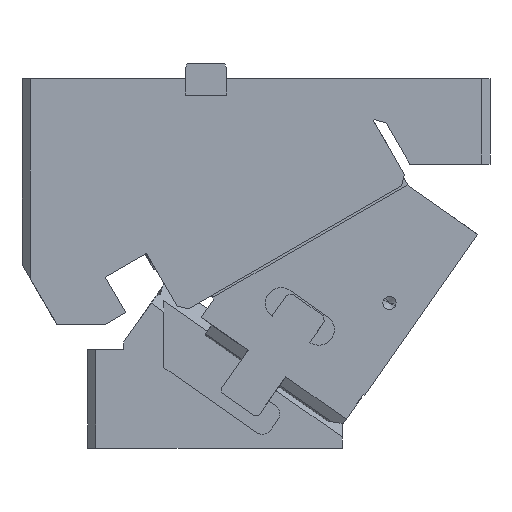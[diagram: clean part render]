
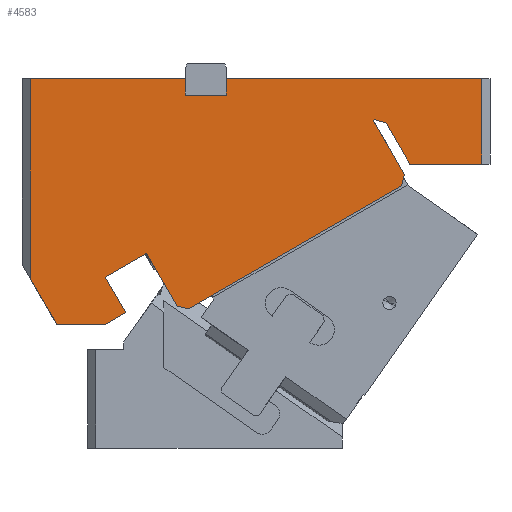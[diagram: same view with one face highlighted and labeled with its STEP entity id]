
A CAD part, front view. The second image highlights one B-rep face of the part: STEP entity #4583.
In plain terms, the highlighted planar face has unit normal (0, -1, 0).
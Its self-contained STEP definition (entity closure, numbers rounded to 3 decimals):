
#70=CARTESIAN_POINT('Vertex',(-35.233,-42.5,130.026)) ;
#73=CARTESIAN_POINT('Line Origine',(-35.666,-42.5,129.776)) ;
#77=CARTESIAN_POINT('Vertex',(-36.099,-42.5,129.526)) ;
#327=CARTESIAN_POINT('Vertex',(-28.403,-42.5,128.196)) ;
#330=CARTESIAN_POINT('Line Origine',(-31.818,-42.5,129.111)) ;
#360=CARTESIAN_POINT('Vertex',(-13.856,-42.5,103.)) ;
#363=CARTESIAN_POINT('Line Origine',(-21.13,-42.5,115.598)) ;
#492=CARTESIAN_POINT('Vertex',(30.,-42.5,103.)) ;
#495=CARTESIAN_POINT('Line Origine',(8.072,-42.5,103.)) ;
#585=CARTESIAN_POINT('Vertex',(30.,-42.5,155.)) ;
#588=CARTESIAN_POINT('Line Origine',(30.,-42.5,129.)) ;
#618=CARTESIAN_POINT('Vertex',(-125.5,-42.5,155.)) ;
#621=CARTESIAN_POINT('Line Origine',(-47.75,-42.5,155.)) ;
#775=CARTESIAN_POINT('Vertex',(-125.5,-42.5,145.)) ;
#778=CARTESIAN_POINT('Line Origine',(-125.5,-42.5,150.)) ;
#806=CARTESIAN_POINT('Vertex',(-150.5,-42.5,145.)) ;
#809=CARTESIAN_POINT('Line Origine',(-138.,-42.5,145.)) ;
#837=CARTESIAN_POINT('Vertex',(-150.5,-42.5,155.)) ;
#840=CARTESIAN_POINT('Line Origine',(-150.5,-42.5,150.)) ;
#905=CARTESIAN_POINT('Vertex',(-245.,-42.5,155.)) ;
#908=CARTESIAN_POINT('Line Origine',(-197.75,-42.5,155.)) ;
#1031=CARTESIAN_POINT('Vertex',(-245.,-42.5,33.352)) ;
#1036=CARTESIAN_POINT('Line Origine',(-245.,-42.5,94.176)) ;
#1210=CARTESIAN_POINT('Vertex',(-228.631,-42.5,5.)) ;
#1213=CARTESIAN_POINT('Line Origine',(-236.815,-42.5,19.176)) ;
#1388=CARTESIAN_POINT('Vertex',(-199.785,-42.5,5.)) ;
#1391=CARTESIAN_POINT('Line Origine',(-214.208,-42.5,5.)) ;
#1442=CARTESIAN_POINT('Vertex',(-186.778,-42.5,12.509)) ;
#1445=CARTESIAN_POINT('Line Origine',(-193.281,-42.5,8.755)) ;
#1483=CARTESIAN_POINT('Vertex',(-199.278,-42.5,34.16)) ;
#1486=CARTESIAN_POINT('Line Origine',(-193.028,-42.5,23.335)) ;
#1544=CARTESIAN_POINT('Vertex',(-174.163,-42.5,48.66)) ;
#1547=CARTESIAN_POINT('Line Origine',(-186.721,-42.5,41.41)) ;
#4508=CARTESIAN_POINT('Axis2P3D Location',(-250.,-42.5,155.)) ;
#4513=CARTESIAN_POINT('Line Origine',(-83.881,-42.5,52.287)) ;
#4517=CARTESIAN_POINT('Vertex',(-148.833,-42.5,14.787)) ;
#4519=CARTESIAN_POINT('Vertex',(-18.929,-42.5,89.787)) ;
#4523=CARTESIAN_POINT('Control Point',(-18.893,-42.5,89.923)) ;
#4524=CARTESIAN_POINT('Control Point',(-18.929,-42.5,89.787)) ;
#4525=CARTESIAN_POINT('Vertex',(-18.893,-42.5,89.923)) ;
#4528=CARTESIAN_POINT('Line Origine',(-17.996,-42.5,93.27)) ;
#4532=CARTESIAN_POINT('Vertex',(-17.099,-42.5,96.617)) ;
#4535=CARTESIAN_POINT('Line Origine',(-26.599,-42.5,113.071)) ;
#4540=CARTESIAN_POINT('Line Origine',(-164.913,-42.5,32.638)) ;
#4544=CARTESIAN_POINT('Vertex',(-155.663,-42.5,16.617)) ;
#4547=CARTESIAN_POINT('Line Origine',(-152.317,-42.5,15.72)) ;
#4551=CARTESIAN_POINT('Vertex',(-148.97,-42.5,14.823)) ;
#4555=CARTESIAN_POINT('Control Point',(-148.833,-42.5,14.787)) ;
#4556=CARTESIAN_POINT('Control Point',(-148.97,-42.5,14.823)) ;
#74=DIRECTION('Vector Direction',(0.866,0.,0.5)) ;
#331=DIRECTION('Vector Direction',(0.966,0.,-0.259)) ;
#364=DIRECTION('Vector Direction',(0.5,0.,-0.866)) ;
#496=DIRECTION('Vector Direction',(1.,0.,0.)) ;
#589=DIRECTION('Vector Direction',(0.,0.,1.)) ;
#622=DIRECTION('Vector Direction',(-1.,0.,0.)) ;
#779=DIRECTION('Vector Direction',(0.,0.,1.)) ;
#810=DIRECTION('Vector Direction',(1.,0.,0.)) ;
#841=DIRECTION('Vector Direction',(0.,0.,1.)) ;
#909=DIRECTION('Vector Direction',(-1.,0.,0.)) ;
#1037=DIRECTION('Vector Direction',(0.,0.,-1.)) ;
#1214=DIRECTION('Vector Direction',(-0.5,0.,0.866)) ;
#1392=DIRECTION('Vector Direction',(1.,0.,0.)) ;
#1446=DIRECTION('Vector Direction',(-0.866,0.,-0.5)) ;
#1487=DIRECTION('Vector Direction',(-0.5,0.,0.866)) ;
#1548=DIRECTION('Vector Direction',(0.866,0.,0.5)) ;
#4509=DIRECTION('Axis2P3D Direction',(0.,-1.,0.)) ;
#4510=DIRECTION('Axis2P3D XDirection',(1.,0.,0.)) ;
#4514=DIRECTION('Vector Direction',(0.866,0.,0.5)) ;
#4529=DIRECTION('Vector Direction',(0.259,0.,0.966)) ;
#4536=DIRECTION('Vector Direction',(-0.5,0.,0.866)) ;
#4541=DIRECTION('Vector Direction',(-0.5,0.,0.866)) ;
#4548=DIRECTION('Vector Direction',(0.966,0.,-0.259)) ;
#4511=AXIS2_PLACEMENT_3D('Plane Axis2P3D',#4508,#4509,#4510) ;
#4559=ORIENTED_EDGE('',*,*,#4521,.T.) ;
#4560=ORIENTED_EDGE('',*,*,#4527,.F.) ;
#4561=ORIENTED_EDGE('',*,*,#4534,.T.) ;
#4562=ORIENTED_EDGE('',*,*,#4539,.T.) ;
#4563=ORIENTED_EDGE('',*,*,#79,.T.) ;
#4564=ORIENTED_EDGE('',*,*,#334,.T.) ;
#4565=ORIENTED_EDGE('',*,*,#367,.T.) ;
#4566=ORIENTED_EDGE('',*,*,#499,.T.) ;
#4567=ORIENTED_EDGE('',*,*,#592,.T.) ;
#4568=ORIENTED_EDGE('',*,*,#625,.T.) ;
#4569=ORIENTED_EDGE('',*,*,#782,.F.) ;
#4570=ORIENTED_EDGE('',*,*,#813,.F.) ;
#4571=ORIENTED_EDGE('',*,*,#844,.T.) ;
#4572=ORIENTED_EDGE('',*,*,#912,.T.) ;
#4573=ORIENTED_EDGE('',*,*,#1040,.T.) ;
#4574=ORIENTED_EDGE('',*,*,#1217,.F.) ;
#4575=ORIENTED_EDGE('',*,*,#1395,.T.) ;
#4576=ORIENTED_EDGE('',*,*,#1449,.F.) ;
#4577=ORIENTED_EDGE('',*,*,#1490,.T.) ;
#4578=ORIENTED_EDGE('',*,*,#1551,.T.) ;
#4579=ORIENTED_EDGE('',*,*,#4546,.T.) ;
#4580=ORIENTED_EDGE('',*,*,#4553,.T.) ;
#4581=ORIENTED_EDGE('',*,*,#4557,.F.) ;
#75=VECTOR('Line Direction',#74,1.) ;
#332=VECTOR('Line Direction',#331,1.) ;
#365=VECTOR('Line Direction',#364,1.) ;
#497=VECTOR('Line Direction',#496,1.) ;
#590=VECTOR('Line Direction',#589,1.) ;
#623=VECTOR('Line Direction',#622,1.) ;
#780=VECTOR('Line Direction',#779,1.) ;
#811=VECTOR('Line Direction',#810,1.) ;
#842=VECTOR('Line Direction',#841,1.) ;
#910=VECTOR('Line Direction',#909,1.) ;
#1038=VECTOR('Line Direction',#1037,1.) ;
#1215=VECTOR('Line Direction',#1214,1.) ;
#1393=VECTOR('Line Direction',#1392,1.) ;
#1447=VECTOR('Line Direction',#1446,1.) ;
#1488=VECTOR('Line Direction',#1487,1.) ;
#1549=VECTOR('Line Direction',#1548,1.) ;
#4515=VECTOR('Line Direction',#4514,1.) ;
#4530=VECTOR('Line Direction',#4529,1.) ;
#4537=VECTOR('Line Direction',#4536,1.) ;
#4542=VECTOR('Line Direction',#4541,1.) ;
#4549=VECTOR('Line Direction',#4548,1.) ;
#4583=ADVANCED_FACE('CAM HOLDER',(#4582),#4512,.T.) ;
#4522=B_SPLINE_CURVE_WITH_KNOTS('',1,(#4523,#4524),.UNSPECIFIED.,.F.,.U.,(2,2),(0.,0.141),.UNSPECIFIED.) ;
#4554=B_SPLINE_CURVE_WITH_KNOTS('',1,(#4555,#4556),.UNSPECIFIED.,.F.,.U.,(2,2),(0.,0.141),.UNSPECIFIED.) ;
#79=EDGE_CURVE('',#78,#71,#76,.T.) ;
#334=EDGE_CURVE('',#71,#328,#333,.T.) ;
#367=EDGE_CURVE('',#328,#361,#366,.T.) ;
#499=EDGE_CURVE('',#361,#493,#498,.T.) ;
#592=EDGE_CURVE('',#493,#586,#591,.T.) ;
#625=EDGE_CURVE('',#586,#619,#624,.T.) ;
#782=EDGE_CURVE('',#776,#619,#781,.T.) ;
#813=EDGE_CURVE('',#807,#776,#812,.T.) ;
#844=EDGE_CURVE('',#807,#838,#843,.T.) ;
#912=EDGE_CURVE('',#838,#906,#911,.T.) ;
#1040=EDGE_CURVE('',#906,#1032,#1039,.T.) ;
#1217=EDGE_CURVE('',#1211,#1032,#1216,.T.) ;
#1395=EDGE_CURVE('',#1211,#1389,#1394,.T.) ;
#1449=EDGE_CURVE('',#1443,#1389,#1448,.T.) ;
#1490=EDGE_CURVE('',#1443,#1484,#1489,.T.) ;
#1551=EDGE_CURVE('',#1484,#1545,#1550,.T.) ;
#4521=EDGE_CURVE('',#4518,#4520,#4516,.T.) ;
#4527=EDGE_CURVE('',#4526,#4520,#4522,.T.) ;
#4534=EDGE_CURVE('',#4526,#4533,#4531,.T.) ;
#4539=EDGE_CURVE('',#4533,#78,#4538,.T.) ;
#4546=EDGE_CURVE('',#1545,#4545,#4543,.F.) ;
#4553=EDGE_CURVE('',#4545,#4552,#4550,.T.) ;
#4557=EDGE_CURVE('',#4518,#4552,#4554,.T.) ;
#4558=EDGE_LOOP('',(#4559,#4560,#4561,#4562,#4563,#4564,#4565,#4566,#4567,#4568,#4569,#4570,#4571,#4572,#4573,#4574,#4575,#4576,#4577,#4578,#4579,#4580,#4581)) ;
#4582=FACE_OUTER_BOUND('',#4558,.T.) ;
#76=LINE('Line',#73,#75) ;
#333=LINE('Line',#330,#332) ;
#366=LINE('Line',#363,#365) ;
#498=LINE('Line',#495,#497) ;
#591=LINE('Line',#588,#590) ;
#624=LINE('Line',#621,#623) ;
#781=LINE('Line',#778,#780) ;
#812=LINE('Line',#809,#811) ;
#843=LINE('Line',#840,#842) ;
#911=LINE('Line',#908,#910) ;
#1039=LINE('Line',#1036,#1038) ;
#1216=LINE('Line',#1213,#1215) ;
#1394=LINE('Line',#1391,#1393) ;
#1448=LINE('Line',#1445,#1447) ;
#1489=LINE('Line',#1486,#1488) ;
#1550=LINE('Line',#1547,#1549) ;
#4516=LINE('Line',#4513,#4515) ;
#4531=LINE('Line',#4528,#4530) ;
#4538=LINE('Line',#4535,#4537) ;
#4543=LINE('Line',#4540,#4542) ;
#4550=LINE('Line',#4547,#4549) ;
#4512=PLANE('Plane',#4511) ;
#71=VERTEX_POINT('',#70) ;
#78=VERTEX_POINT('',#77) ;
#328=VERTEX_POINT('',#327) ;
#361=VERTEX_POINT('',#360) ;
#493=VERTEX_POINT('',#492) ;
#586=VERTEX_POINT('',#585) ;
#619=VERTEX_POINT('',#618) ;
#776=VERTEX_POINT('',#775) ;
#807=VERTEX_POINT('',#806) ;
#838=VERTEX_POINT('',#837) ;
#906=VERTEX_POINT('',#905) ;
#1032=VERTEX_POINT('',#1031) ;
#1211=VERTEX_POINT('',#1210) ;
#1389=VERTEX_POINT('',#1388) ;
#1443=VERTEX_POINT('',#1442) ;
#1484=VERTEX_POINT('',#1483) ;
#1545=VERTEX_POINT('',#1544) ;
#4518=VERTEX_POINT('',#4517) ;
#4520=VERTEX_POINT('',#4519) ;
#4526=VERTEX_POINT('',#4525) ;
#4533=VERTEX_POINT('',#4532) ;
#4545=VERTEX_POINT('',#4544) ;
#4552=VERTEX_POINT('',#4551) ;
